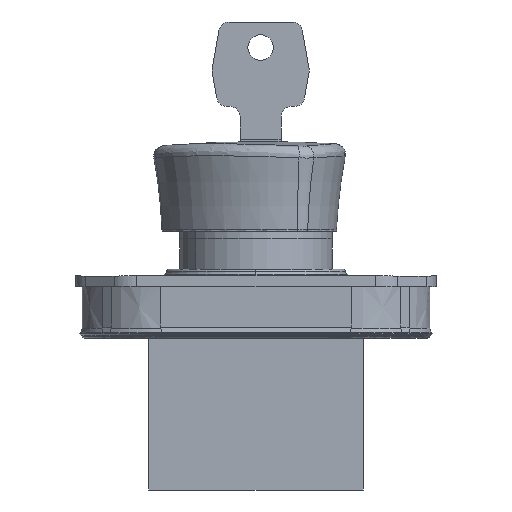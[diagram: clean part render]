
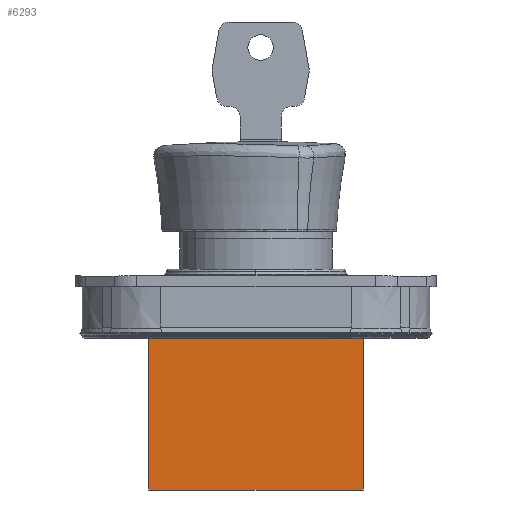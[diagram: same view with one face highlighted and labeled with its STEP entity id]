
A CAD part, left-side view. The second image highlights one B-rep face of the part: STEP entity #6293.
In plain terms, the highlighted planar face has unit normal (-1, 0, 0).
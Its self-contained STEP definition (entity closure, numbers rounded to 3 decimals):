
#6266=AXIS2_PLACEMENT_3D('Plane Axis2P3D',#6263,#6264,#6265) ;
#6232=CARTESIAN_POINT('Vertex',(-15.25,-21.,-41.2)) ;
#6237=CARTESIAN_POINT('Line Origine',(-15.25,0.,-41.2)) ;
#6241=CARTESIAN_POINT('Vertex',(-15.25,21.,-41.2)) ;
#6263=CARTESIAN_POINT('Axis2P3D Location',(-15.25,21.,0.)) ;
#6268=CARTESIAN_POINT('Line Origine',(-15.25,0.,-11.5)) ;
#6272=CARTESIAN_POINT('Vertex',(-15.25,21.,-11.5)) ;
#6274=CARTESIAN_POINT('Vertex',(-15.25,-21.,-11.5)) ;
#6277=CARTESIAN_POINT('Line Origine',(-15.25,21.,-26.35)) ;
#6282=CARTESIAN_POINT('Line Origine',(-15.25,-21.,-26.35)) ;
#6238=DIRECTION('Vector Direction',(0.,-1.,0.)) ;
#6264=DIRECTION('Axis2P3D Direction',(1.,0.,0.)) ;
#6265=DIRECTION('Axis2P3D XDirection',(0.,-1.,0.)) ;
#6269=DIRECTION('Vector Direction',(0.,-1.,0.)) ;
#6278=DIRECTION('Vector Direction',(0.,0.,-1.)) ;
#6283=DIRECTION('Vector Direction',(0.,0.,-1.)) ;
#6239=VECTOR('Line Direction',#6238,1.) ;
#6270=VECTOR('Line Direction',#6269,1.) ;
#6279=VECTOR('Line Direction',#6278,1.) ;
#6284=VECTOR('Line Direction',#6283,1.) ;
#6288=ORIENTED_EDGE('',*,*,#6276,.F.) ;
#6289=ORIENTED_EDGE('',*,*,#6281,.T.) ;
#6290=ORIENTED_EDGE('',*,*,#6243,.T.) ;
#6291=ORIENTED_EDGE('',*,*,#6286,.F.) ;
#6293=ADVANCED_FACE('Surface.321',(#6292),#6267,.F.) ;
#6243=EDGE_CURVE('',#6242,#6233,#6240,.T.) ;
#6276=EDGE_CURVE('',#6273,#6275,#6271,.T.) ;
#6281=EDGE_CURVE('',#6273,#6242,#6280,.T.) ;
#6286=EDGE_CURVE('',#6275,#6233,#6285,.T.) ;
#6287=EDGE_LOOP('',(#6288,#6289,#6290,#6291)) ;
#6292=FACE_OUTER_BOUND('',#6287,.T.) ;
#6240=LINE('Line',#6237,#6239) ;
#6271=LINE('Line',#6268,#6270) ;
#6280=LINE('Line',#6277,#6279) ;
#6285=LINE('Line',#6282,#6284) ;
#6267=PLANE('',#6266) ;
#6233=VERTEX_POINT('',#6232) ;
#6242=VERTEX_POINT('',#6241) ;
#6273=VERTEX_POINT('',#6272) ;
#6275=VERTEX_POINT('',#6274) ;
